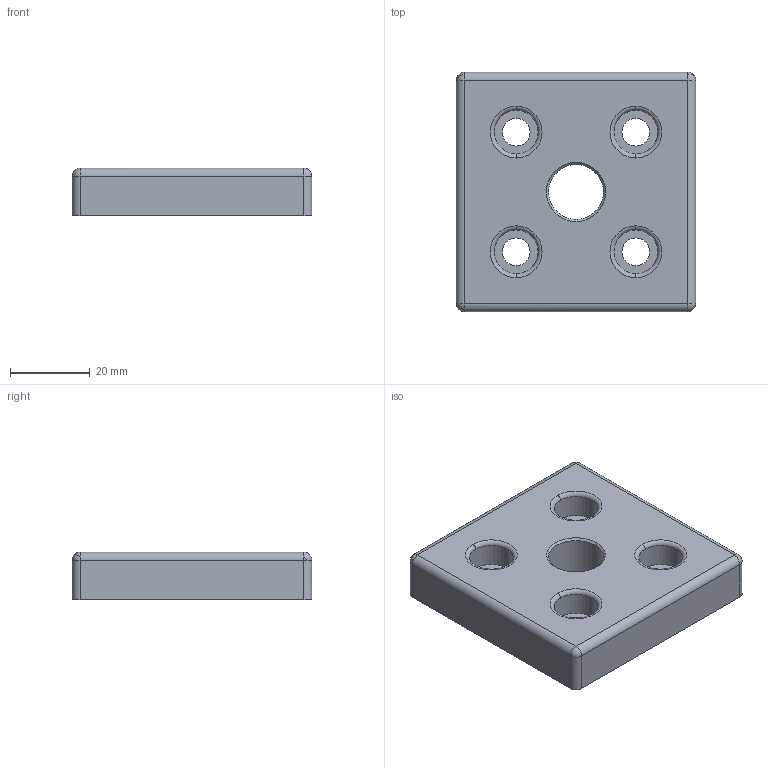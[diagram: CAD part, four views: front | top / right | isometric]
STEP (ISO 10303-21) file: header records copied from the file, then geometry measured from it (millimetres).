
FILE_DESCRIPTION (( 'STEP AP214' ), '1' );
FILE_NAME ('7436170', '2019-01-30T09:36:06', ( '' ), ('JUGARD+KÜNSTNER GmbH'), 'SwSTEP 2.0', 'SolidWorks 2017', '' );
FILE_SCHEMA (( 'AUTOMOTIVE_DESIGN' ));
Length unit declared in the file: millimetre
Products named in the file (1): 7436170
Bounding box: 60 x 60 x 12 mm (x, y, z)
Volume: 27470.9 mm3; surface area: 15199.7 mm2
Topology: 1 solids, 1 shells, 187 faces, 476 edges, 295 vertices
Faces by surface type: cylinder 87, torus 51, plane 26, sphere 20, cone 2, bspline 1
Entity records: 6273 total; most frequent: CARTESIAN_POINT 1580, DIRECTION 1107, ORIENTED_EDGE 928, AXIS2_PLACEMENT_3D 485, EDGE_CURVE 464, CIRCLE 298, VERTEX_POINT 287, EDGE_LOOP 205
